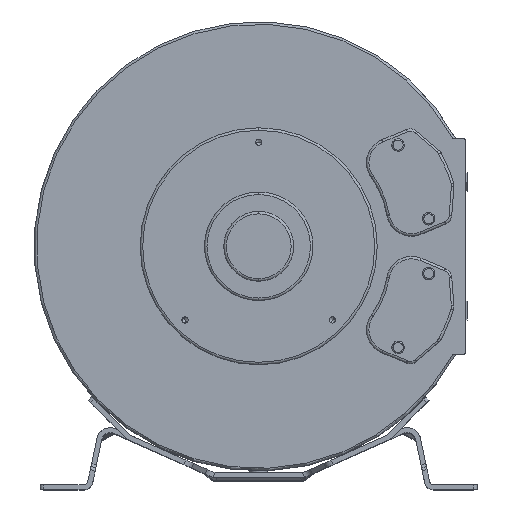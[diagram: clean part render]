
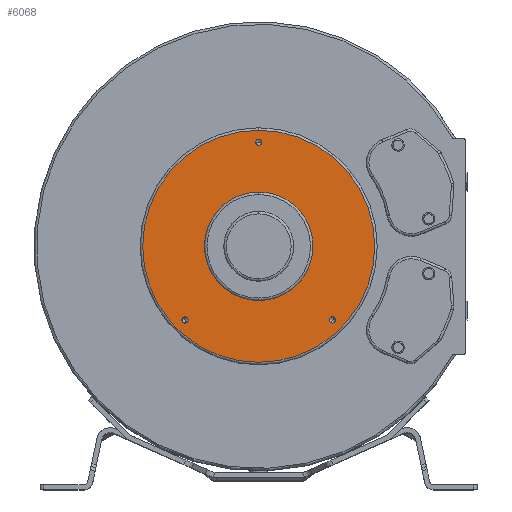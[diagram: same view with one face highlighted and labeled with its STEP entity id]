
A CAD part, top view. The second image highlights one B-rep face of the part: STEP entity #6068.
In plain terms, the highlighted planar face has unit normal (0, 0, 1).
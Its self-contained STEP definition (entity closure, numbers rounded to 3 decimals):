
#2250=CARTESIAN_POINT('',(0.,0.,-9.2));
#2251=DIRECTION('',(0.,0.,1.));
#2252=DIRECTION('',(0.,1.,0.));
#2253=AXIS2_PLACEMENT_3D('',#2250,#2251,#2252);
#2255=CARTESIAN_POINT('',(0.,0.,-9.2));
#2256=DIRECTION('',(0.,0.,1.));
#2257=DIRECTION('',(0.,-1.,0.));
#2258=AXIS2_PLACEMENT_3D('',#2255,#2256,#2257);
#2260=CARTESIAN_POINT('',(0.,83.5,-9.2));
#2261=DIRECTION('',(0.,0.,1.));
#2262=DIRECTION('',(-1.,0.,0.));
#2263=AXIS2_PLACEMENT_3D('',#2260,#2261,#2262);
#2265=CARTESIAN_POINT('',(0.,83.5,-9.2));
#2266=DIRECTION('',(0.,0.,1.));
#2267=DIRECTION('',(1.,0.,0.));
#2268=AXIS2_PLACEMENT_3D('',#2265,#2266,#2267);
#2270=CARTESIAN_POINT('',(-59.043,-59.043,-9.2));
#2271=DIRECTION('',(0.,0.,1.));
#2272=DIRECTION('',(0.707,-0.707,0.));
#2273=AXIS2_PLACEMENT_3D('',#2270,#2271,#2272);
#2275=CARTESIAN_POINT('',(-59.043,-59.043,-9.2));
#2276=DIRECTION('',(0.,0.,1.));
#2277=DIRECTION('',(-0.707,0.707,0.));
#2278=AXIS2_PLACEMENT_3D('',#2275,#2276,#2277);
#2280=CARTESIAN_POINT('',(59.043,-59.043,-9.2));
#2281=DIRECTION('',(0.,0.,1.));
#2282=DIRECTION('',(0.707,0.707,0.));
#2283=AXIS2_PLACEMENT_3D('',#2280,#2281,#2282);
#2285=CARTESIAN_POINT('',(59.043,-59.043,-9.2));
#2286=DIRECTION('',(0.,0.,1.));
#2287=DIRECTION('',(-0.707,-0.707,0.));
#2288=AXIS2_PLACEMENT_3D('',#2285,#2286,#2287);
#2299=CARTESIAN_POINT('',(0.,0.,-9.2));
#2300=DIRECTION('',(0.,0.,1.));
#2301=DIRECTION('',(0.,1.,0.));
#2302=AXIS2_PLACEMENT_3D('',#2299,#2300,#2301);
#2381=CARTESIAN_POINT('',(0.,0.,-9.2));
#2382=DIRECTION('',(0.,0.,-1.));
#2383=DIRECTION('',(0.,1.,0.));
#2384=AXIS2_PLACEMENT_3D('',#2381,#2382,#2383);
#2895=CARTESIAN_POINT('',(0.,43.5,-9.2));
#2896=CARTESIAN_POINT('',(0.,-43.5,-9.2));
#2897=VERTEX_POINT('',#2895);
#2898=VERTEX_POINT('',#2896);
#3327=CARTESIAN_POINT('',(0.,93.,-9.2));
#3328=CARTESIAN_POINT('',(0.,-93.,-9.2));
#3329=VERTEX_POINT('',#3327);
#3330=VERTEX_POINT('',#3328);
#3473=CARTESIAN_POINT('',(-2.5,83.5,-9.2));
#3474=CARTESIAN_POINT('',(2.5,83.5,-9.2));
#3475=VERTEX_POINT('',#3473);
#3476=VERTEX_POINT('',#3474);
#3483=CARTESIAN_POINT('',(-57.276,-60.811,-9.2));
#3484=CARTESIAN_POINT('',(-60.811,-57.276,-9.2));
#3485=VERTEX_POINT('',#3483);
#3486=VERTEX_POINT('',#3484);
#3493=CARTESIAN_POINT('',(60.811,-57.276,-9.2));
#3494=CARTESIAN_POINT('',(57.276,-60.811,-9.2));
#3495=VERTEX_POINT('',#3493);
#3496=VERTEX_POINT('',#3494);
#6034=CARTESIAN_POINT('',(0.,0.,-9.2));
#6035=DIRECTION('',(0.,0.,-1.));
#6036=DIRECTION('',(0.,-1.,0.));
#6037=AXIS2_PLACEMENT_3D('',#6034,#6035,#6036);
#6038=PLANE('',#6037);
#6039=ORIENTED_EDGE('',*,*,#6024,.F.);
#6041=ORIENTED_EDGE('',*,*,#6040,.F.);
#6042=EDGE_LOOP('',(#6039,#6041));
#6043=FACE_OUTER_BOUND('',#6042,.F.);
#6045=ORIENTED_EDGE('',*,*,#6044,.T.);
#6047=ORIENTED_EDGE('',*,*,#6046,.F.);
#6048=EDGE_LOOP('',(#6045,#6047));
#6049=FACE_BOUND('',#6048,.F.);
#6051=ORIENTED_EDGE('',*,*,#6050,.T.);
#6053=ORIENTED_EDGE('',*,*,#6052,.T.);
#6054=EDGE_LOOP('',(#6051,#6053));
#6055=FACE_BOUND('',#6054,.F.);
#6057=ORIENTED_EDGE('',*,*,#6056,.T.);
#6059=ORIENTED_EDGE('',*,*,#6058,.T.);
#6060=EDGE_LOOP('',(#6057,#6059));
#6061=FACE_BOUND('',#6060,.F.);
#6063=ORIENTED_EDGE('',*,*,#6062,.T.);
#6065=ORIENTED_EDGE('',*,*,#6064,.T.);
#6066=EDGE_LOOP('',(#6063,#6065));
#6067=FACE_BOUND('',#6066,.F.);
#6068=ADVANCED_FACE('',(#6043,#6049,#6055,#6061,#6067),#6038,.F.);
#2254=CIRCLE('',#2253,93.);
#2259=CIRCLE('',#2258,93.);
#2264=CIRCLE('',#2263,2.5);
#2269=CIRCLE('',#2268,2.5);
#2274=CIRCLE('',#2273,2.5);
#2279=CIRCLE('',#2278,2.5);
#2284=CIRCLE('',#2283,2.5);
#2289=CIRCLE('',#2288,2.5);
#2303=CIRCLE('',#2302,43.5);
#2385=CIRCLE('',#2384,43.5);
#6024=EDGE_CURVE('',#3329,#3330,#2254,.T.);
#6040=EDGE_CURVE('',#3330,#3329,#2259,.T.);
#6044=EDGE_CURVE('',#2897,#2898,#2303,.T.);
#6046=EDGE_CURVE('',#2897,#2898,#2385,.T.);
#6050=EDGE_CURVE('',#3475,#3476,#2264,.T.);
#6052=EDGE_CURVE('',#3476,#3475,#2269,.T.);
#6056=EDGE_CURVE('',#3485,#3486,#2274,.T.);
#6058=EDGE_CURVE('',#3486,#3485,#2279,.T.);
#6062=EDGE_CURVE('',#3495,#3496,#2284,.T.);
#6064=EDGE_CURVE('',#3496,#3495,#2289,.T.);
